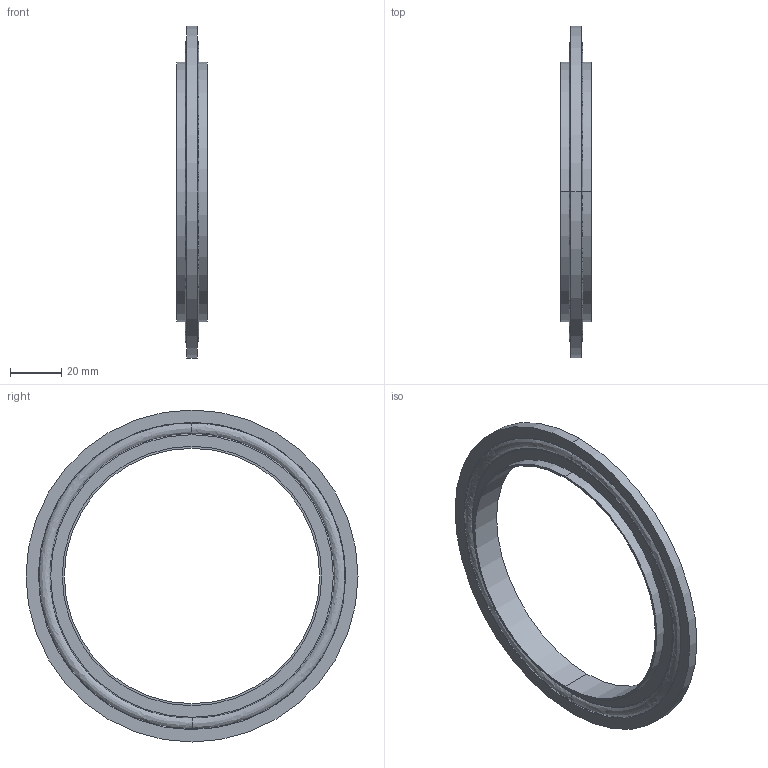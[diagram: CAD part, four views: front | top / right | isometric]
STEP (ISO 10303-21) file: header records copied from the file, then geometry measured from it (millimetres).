
FILE_DESCRIPTION( (''), '2;1');
FILE_NAME ('CAD714.1216.HP2100-S_12193.stp','2016-05-16T13:59:22',(''),(''),'spGate 11.3.9','spGate','');
FILE_SCHEMA (('AUTOMOTIVE_DESIGN'));
Length unit declared in the file: millimetre
Products named in the file (4): Assembly; HP2100-S-2; VP2100-1; HP2100-3
Assembly tree (3 placements, depth 2):
  Assembly
    HP2100-S-2
    VP2100-1
    HP2100-3
Bounding box: 12 x 130 x 130 mm (x, y, z)
Volume: 24651.8 mm3; surface area: 24715.4 mm2
Topology: 3 solids, 3 shells, 34 faces, 71 edges, 43 vertices
Faces by surface type: bspline 16, cylinder 12, plane 6
Entity records: 1919 total; most frequent: CARTESIAN_POINT 594, ORIENTED_EDGE 142, DIRECTION 122, COLOUR_RGB 108, PRESENTATION_STYLE_ASSIGNMENT 108, STYLED_ITEM 108, EDGE_CURVE 71, DRAUGHTING_PRE_DEFINED_CURVE_FONT 71
